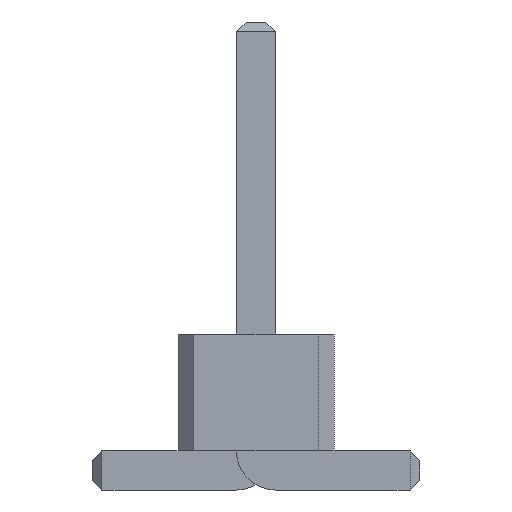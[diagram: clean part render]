
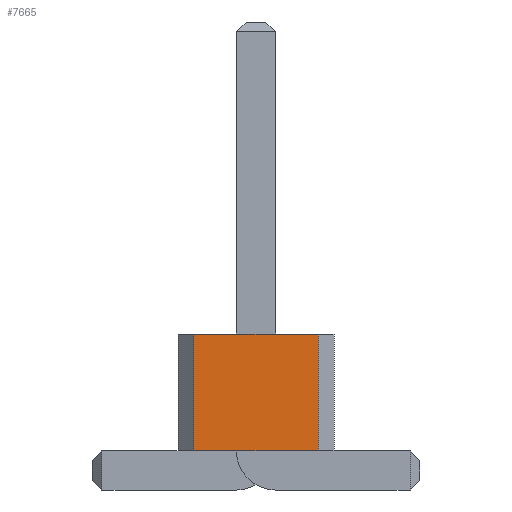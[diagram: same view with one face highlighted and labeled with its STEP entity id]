
A CAD part, front view. The second image highlights one B-rep face of the part: STEP entity #7665.
In plain terms, the highlighted planar face has unit normal (0, -1, 0).
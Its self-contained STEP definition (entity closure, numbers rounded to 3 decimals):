
#1438 = VERTEX_POINT('',#1439);
#1439 = CARTESIAN_POINT('',(0.8,-27.,0.5));
#1445 = EDGE_CURVE('',#1446,#1438,#1448,.T.);
#1446 = VERTEX_POINT('',#1447);
#1447 = CARTESIAN_POINT('',(-0.8,-27.,0.5));
#1448 = LINE('',#1449,#1450);
#1449 = CARTESIAN_POINT('',(-0.8,-27.,0.5));
#1450 = VECTOR('',#1451,1.);
#1451 = DIRECTION('',(1.,0.,0.));
#3359 = VERTEX_POINT('',#3360);
#3360 = CARTESIAN_POINT('',(0.8,-27.,2.));
#3366 = EDGE_CURVE('',#3367,#3359,#3369,.T.);
#3367 = VERTEX_POINT('',#3368);
#3368 = CARTESIAN_POINT('',(-0.8,-27.,2.));
#3369 = LINE('',#3370,#3371);
#3370 = CARTESIAN_POINT('',(-0.8,-27.,2.));
#3371 = VECTOR('',#3372,1.);
#3372 = DIRECTION('',(1.,0.,0.));
#7654 = EDGE_CURVE('',#1446,#3367,#7655,.T.);
#7655 = LINE('',#7656,#7657);
#7656 = CARTESIAN_POINT('',(-0.8,-27.,0.5));
#7657 = VECTOR('',#7658,1.);
#7658 = DIRECTION('',(0.,0.,1.));
#7665 = ADVANCED_FACE('',(#7666),#7677,.F.);
#7666 = FACE_BOUND('',#7667,.F.);
#7667 = EDGE_LOOP('',(#7668,#7669,#7670,#7676));
#7668 = ORIENTED_EDGE('',*,*,#7654,.T.);
#7669 = ORIENTED_EDGE('',*,*,#3366,.T.);
#7670 = ORIENTED_EDGE('',*,*,#7671,.F.);
#7671 = EDGE_CURVE('',#1438,#3359,#7672,.T.);
#7672 = LINE('',#7673,#7674);
#7673 = CARTESIAN_POINT('',(0.8,-27.,0.5));
#7674 = VECTOR('',#7675,1.);
#7675 = DIRECTION('',(0.,0.,1.));
#7676 = ORIENTED_EDGE('',*,*,#1445,.F.);
#7677 = PLANE('',#7678);
#7678 = AXIS2_PLACEMENT_3D('',#7679,#7680,#7681);
#7679 = CARTESIAN_POINT('',(-0.8,-27.,0.5));
#7680 = DIRECTION('',(0.,1.,0.));
#7681 = DIRECTION('',(1.,0.,0.));
